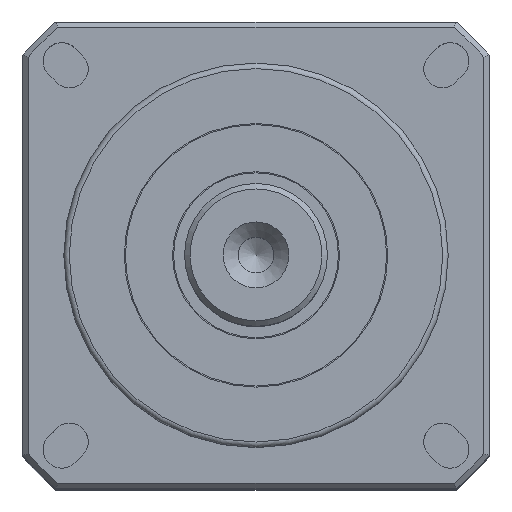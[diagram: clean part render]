
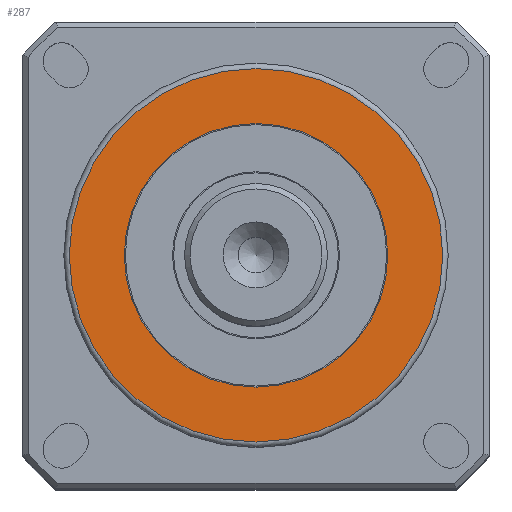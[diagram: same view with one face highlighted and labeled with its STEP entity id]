
A CAD part, top view. The second image highlights one B-rep face of the part: STEP entity #287.
In plain terms, the highlighted planar face has unit normal (0, 0, 1).
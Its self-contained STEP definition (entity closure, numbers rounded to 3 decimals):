
#287 = ADVANCED_FACE( 'NONE', ( #709, #710 ), #711, .T. );
#709 = FACE_OUTER_BOUND( '', #1291, .T. );
#710 = FACE_BOUND( '', #1292, .T. );
#711 = PLANE( '', #1293 );
#1291 = EDGE_LOOP( '', ( #2094 ) );
#1292 = EDGE_LOOP( '', ( #2095 ) );
#1293 = AXIS2_PLACEMENT_3D( '', #2096, #2097, #2098 );
#2094 = ORIENTED_EDGE( '', *, *, #3297, .F. );
#2095 = ORIENTED_EDGE( '', *, *, #3312, .T. );
#2096 = CARTESIAN_POINT( '', ( 0., -8.75, 68.25 ) );
#2097 = DIRECTION( '', ( 0., 0., 1. ) );
#2098 = DIRECTION( '', ( 1., 0., 0. ) );
#3297 = EDGE_CURVE( 'NONE', #3968, #3968, #3969, .T. );
#3312 = EDGE_CURVE( 'NONE', #3993, #3993, #3994, .T. );
#3968 = VERTEX_POINT( '', #5039 );
#3969 = CIRCLE( '', #5040, 17. );
#3993 = VERTEX_POINT( '', #5070 );
#3994 = CIRCLE( '', #5071, 12. );
#5039 = CARTESIAN_POINT( '', ( 0., 17., 68.25 ) );
#5040 = AXIS2_PLACEMENT_3D( '', #6032, #6033, #6034 );
#5070 = CARTESIAN_POINT( '', ( -12., 0., 68.25 ) );
#5071 = AXIS2_PLACEMENT_3D( '', #6056, #6057, #6058 );
#6032 = CARTESIAN_POINT( '', ( 0., 0., 68.25 ) );
#6033 = DIRECTION( '', ( 0., 0., -1. ) );
#6034 = DIRECTION( '', ( 0., 1., 0. ) );
#6056 = CARTESIAN_POINT( '', ( 0., 0., 68.25 ) );
#6057 = DIRECTION( '', ( 0., 0., -1. ) );
#6058 = DIRECTION( '', ( -1., 0., 0. ) );
